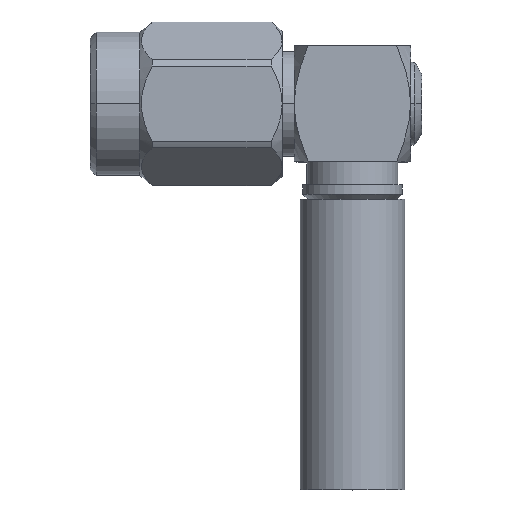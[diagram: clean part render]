
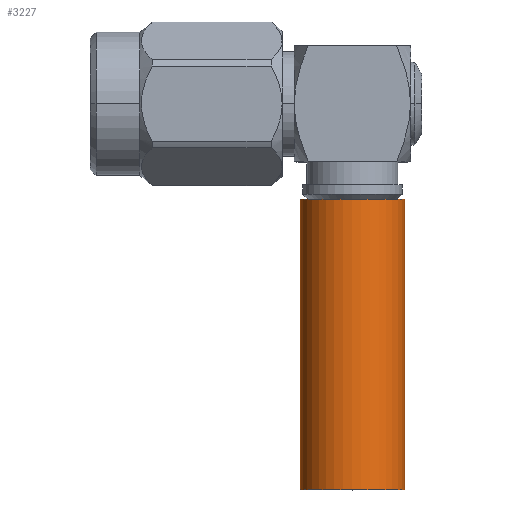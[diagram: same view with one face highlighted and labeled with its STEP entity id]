
A CAD part, top view. The second image highlights one B-rep face of the part: STEP entity #3227.
In plain terms, the highlighted cylindrical face has radius 2.285 mm (diameter 4.57 mm), a partial arc.
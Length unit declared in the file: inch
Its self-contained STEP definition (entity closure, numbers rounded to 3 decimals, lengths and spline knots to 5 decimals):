
#175 = CARTESIAN_POINT ( 'NONE',  ( 0., 0., 0. ) ) ;
#262 = CARTESIAN_POINT ( 'NONE',  ( -0.08996, -0.66398, 0. ) ) ;
#479 = LINE ( 'NONE', #2569, #2384 ) ;
#575 = LINE ( 'NONE', #2655, #746 ) ;
#746 = VECTOR ( 'NONE', #2637, 39.37008 ) ;
#771 = DIRECTION ( 'NONE',  ( 0., 1., 0. ) ) ;
#850 = DIRECTION ( 'NONE',  ( 0., 1., 0. ) ) ;
#980 = CYLINDRICAL_SURFACE ( 'NONE', #1999, 0.08996 ) ;
#1068 = DIRECTION ( 'NONE',  ( 0., 1., 0. ) ) ;
#1088 = CARTESIAN_POINT ( 'NONE',  ( 0., -0.66398, 0. ) ) ;
#1312 = VERTEX_POINT ( 'NONE', #2380 ) ;
#1506 = EDGE_CURVE ( 'NONE', #1312, #1950, #479, .T. ) ;
#1516 = EDGE_LOOP ( 'NONE', ( #3443, #1949, #3153, #3046 ) ) ;
#1531 = CARTESIAN_POINT ( 'NONE',  ( 0.08996, -0.16398, 0. ) ) ;
#1556 = EDGE_CURVE ( 'NONE', #2104, #1312, #1881, .T. ) ;
#1642 = DIRECTION ( 'NONE',  ( 0., 1., 0. ) ) ;
#1731 = EDGE_CURVE ( 'NONE', #2825, #1950, #1855, .T. ) ;
#1737 = CARTESIAN_POINT ( 'NONE',  ( 0., -0.16398, 0. ) ) ;
#1754 = DIRECTION ( 'NONE',  ( -1., 0., 0. ) ) ;
#1855 = CIRCLE ( 'NONE', #3407, 0.08996 ) ;
#1881 = CIRCLE ( 'NONE', #2485, 0.08996 ) ;
#1949 = ORIENTED_EDGE ( 'NONE', *, *, #1506, .T. ) ;
#1950 = VERTEX_POINT ( 'NONE', #1531 ) ;
#1999 = AXIS2_PLACEMENT_3D ( 'NONE', #175, #1642, #2811 ) ;
#2104 = VERTEX_POINT ( 'NONE', #262 ) ;
#2298 = DIRECTION ( 'NONE',  ( -1., 0., 0. ) ) ;
#2380 = CARTESIAN_POINT ( 'NONE',  ( 0.08996, -0.66398, 0. ) ) ;
#2384 = VECTOR ( 'NONE', #771, 39.37008 ) ;
#2463 = FACE_OUTER_BOUND ( 'NONE', #1516, .T. ) ;
#2485 = AXIS2_PLACEMENT_3D ( 'NONE', #1088, #1068, #2298 ) ;
#2569 = CARTESIAN_POINT ( 'NONE',  ( 0.08996, 0., 0. ) ) ;
#2637 = DIRECTION ( 'NONE',  ( 0., 1., 0. ) ) ;
#2655 = CARTESIAN_POINT ( 'NONE',  ( -0.08996, 0., 0. ) ) ;
#2700 = EDGE_CURVE ( 'NONE', #2104, #2825, #575, .T. ) ;
#2811 = DIRECTION ( 'NONE',  ( -1., 0., 0. ) ) ;
#2816 = CARTESIAN_POINT ( 'NONE',  ( -0.08996, -0.16398, 0. ) ) ;
#2825 = VERTEX_POINT ( 'NONE', #2816 ) ;
#3046 = ORIENTED_EDGE ( 'NONE', *, *, #2700, .F. ) ;
#3153 = ORIENTED_EDGE ( 'NONE', *, *, #1731, .F. ) ;
#3227 = ADVANCED_FACE ( 'NONE', ( #2463 ), #980, .T. ) ;
#3407 = AXIS2_PLACEMENT_3D ( 'NONE', #1737, #850, #1754 ) ;
#3443 = ORIENTED_EDGE ( 'NONE', *, *, #1556, .T. ) ;
